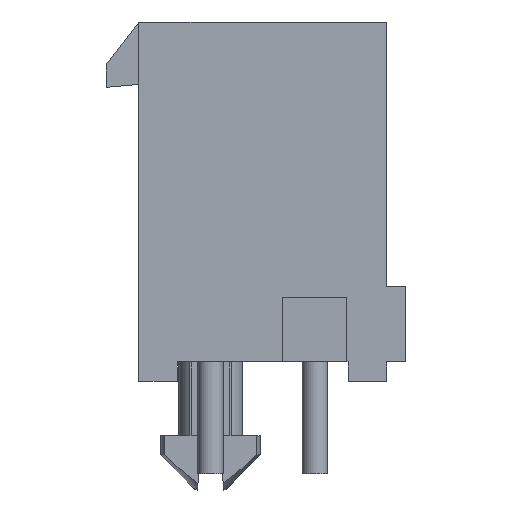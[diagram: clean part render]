
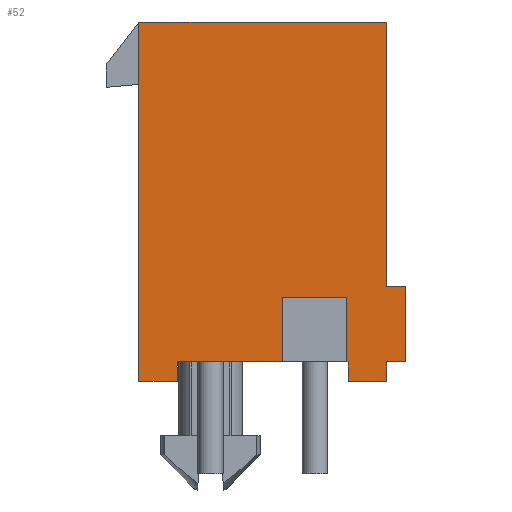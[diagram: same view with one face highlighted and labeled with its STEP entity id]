
A CAD part, left-side view. The second image highlights one B-rep face of the part: STEP entity #52.
In plain terms, the highlighted planar face has unit normal (-1, 0, 0).
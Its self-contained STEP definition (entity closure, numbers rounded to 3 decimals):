
#52=ADVANCED_FACE('',(#274),#275,.F.);
#274=FACE_OUTER_BOUND('',#730,.T.);
#275=PLANE('',#731);
#730=EDGE_LOOP('',(#1218,#1219,#1220,#1221,#1222,#1223,#1224,#1225,#1226,#1227,#1228,#1229,#1230,#1231,#1232,#1233));
#731=AXIS2_PLACEMENT_3D('',#1234,#1235,#1236);
#1218=ORIENTED_EDGE('',*,*,#2957,.F.);
#1219=ORIENTED_EDGE('',*,*,#2958,.T.);
#1220=ORIENTED_EDGE('',*,*,#2959,.F.);
#1221=ORIENTED_EDGE('',*,*,#2960,.T.);
#1222=ORIENTED_EDGE('',*,*,#2961,.T.);
#1223=ORIENTED_EDGE('',*,*,#2962,.T.);
#1224=ORIENTED_EDGE('',*,*,#2963,.T.);
#1225=ORIENTED_EDGE('',*,*,#2964,.T.);
#1226=ORIENTED_EDGE('',*,*,#2965,.F.);
#1227=ORIENTED_EDGE('',*,*,#2966,.F.);
#1228=ORIENTED_EDGE('',*,*,#2967,.F.);
#1229=ORIENTED_EDGE('',*,*,#2968,.F.);
#1230=ORIENTED_EDGE('',*,*,#2969,.F.);
#1231=ORIENTED_EDGE('',*,*,#2970,.F.);
#1232=ORIENTED_EDGE('',*,*,#2971,.F.);
#1233=ORIENTED_EDGE('',*,*,#2972,.F.);
#1234=CARTESIAN_POINT('',(-6.985,0.0,0.0));
#1235=DIRECTION('',(1.0,0.0,0.0));
#1236=DIRECTION('',(0.0,1.0,-0.0));
#2957=EDGE_CURVE('',#3530,#3531,#3532,.T.);
#2958=EDGE_CURVE('',#3530,#3533,#3534,.T.);
#2959=EDGE_CURVE('',#3535,#3533,#3536,.T.);
#2960=EDGE_CURVE('',#3535,#3537,#3538,.T.);
#2961=EDGE_CURVE('',#3537,#3539,#3540,.T.);
#2962=EDGE_CURVE('',#3539,#3541,#3542,.T.);
#2963=EDGE_CURVE('',#3541,#3543,#3544,.T.);
#2964=EDGE_CURVE('',#3543,#3545,#3546,.T.);
#2965=EDGE_CURVE('',#3547,#3545,#3548,.T.);
#2966=EDGE_CURVE('',#3549,#3547,#3550,.T.);
#2967=EDGE_CURVE('',#3551,#3549,#3552,.T.);
#2968=EDGE_CURVE('',#3553,#3551,#3554,.T.);
#2969=EDGE_CURVE('',#3555,#3553,#3556,.T.);
#2970=EDGE_CURVE('',#3557,#3555,#3558,.T.);
#2971=EDGE_CURVE('',#3559,#3557,#3560,.T.);
#2972=EDGE_CURVE('',#3531,#3559,#3561,.T.);
#3530=VERTEX_POINT('',#4501);
#3531=VERTEX_POINT('',#4502);
#3532=LINE('',#4503,#4504);
#3533=VERTEX_POINT('',#4505);
#3534=LINE('',#4506,#4507);
#3535=VERTEX_POINT('',#4508);
#3536=LINE('',#4509,#4510);
#3537=VERTEX_POINT('',#4511);
#3538=LINE('',#4512,#4513);
#3539=VERTEX_POINT('',#4514);
#3540=LINE('',#4515,#4516);
#3541=VERTEX_POINT('',#4517);
#3542=LINE('',#4518,#4519);
#3543=VERTEX_POINT('',#4520);
#3544=LINE('',#4521,#4522);
#3545=VERTEX_POINT('',#4523);
#3546=LINE('',#4524,#4525);
#3547=VERTEX_POINT('',#4526);
#3548=LINE('',#4527,#4528);
#3549=VERTEX_POINT('',#4529);
#3550=LINE('',#4530,#4531);
#3551=VERTEX_POINT('',#4532);
#3552=LINE('',#4533,#4534);
#3553=VERTEX_POINT('',#4535);
#3554=LINE('',#4536,#4537);
#3555=VERTEX_POINT('',#4538);
#3556=LINE('',#4539,#4540);
#3557=VERTEX_POINT('',#4541);
#3558=LINE('',#4542,#4543);
#3559=VERTEX_POINT('',#4544);
#3560=LINE('',#4545,#4546);
#3561=LINE('',#4547,#4548);
#4501=CARTESIAN_POINT('',(-6.985,-3.391,-13.487));
#4502=CARTESIAN_POINT('',(-6.985,-3.34,-13.487));
#4503=CARTESIAN_POINT('',(-6.985,-3.391,-13.487));
#4504=VECTOR('',#5947,0.051);
#4505=CARTESIAN_POINT('',(-6.985,-3.391,-14.249));
#4506=CARTESIAN_POINT('',(-6.985,-3.391,-13.487));
#4507=VECTOR('',#5948,0.762);
#4508=CARTESIAN_POINT('',(-6.985,-4.915,-14.249));
#4509=CARTESIAN_POINT('',(-6.985,-4.915,-14.249));
#4510=VECTOR('',#5949,1.524);
#4511=CARTESIAN_POINT('',(-6.985,-4.915,-13.487));
#4512=CARTESIAN_POINT('',(-6.985,-4.915,-14.249));
#4513=VECTOR('',#5950,0.762);
#4514=CARTESIAN_POINT('',(-6.985,-5.677,-13.487));
#4515=CARTESIAN_POINT('',(-6.985,-4.915,-13.487));
#4516=VECTOR('',#5951,0.762);
#4517=CARTESIAN_POINT('',(-6.985,-5.677,-10.49));
#4518=CARTESIAN_POINT('',(-6.985,-5.677,-13.487));
#4519=VECTOR('',#5952,2.997);
#4520=CARTESIAN_POINT('',(-6.985,-4.915,-10.49));
#4521=CARTESIAN_POINT('',(-6.985,-5.677,-10.49));
#4522=VECTOR('',#5953,0.762);
#4523=CARTESIAN_POINT('',(-6.985,-4.915,0.0));
#4524=CARTESIAN_POINT('',(-6.985,-4.915,-10.49));
#4525=VECTOR('',#5954,10.49);
#4526=CARTESIAN_POINT('',(-6.985,4.915,0.0));
#4527=CARTESIAN_POINT('',(-6.985,4.915,0.0));
#4528=VECTOR('',#5955,9.83);
#4529=CARTESIAN_POINT('',(-6.985,4.915,-14.249));
#4530=CARTESIAN_POINT('',(-6.985,4.915,-14.249));
#4531=VECTOR('',#5956,14.249);
#4532=CARTESIAN_POINT('',(-6.985,3.391,-14.249));
#4533=CARTESIAN_POINT('',(-6.985,3.391,-14.249));
#4534=VECTOR('',#5957,1.524);
#4535=CARTESIAN_POINT('',(-6.985,3.391,-13.487));
#4536=CARTESIAN_POINT('',(-6.985,3.391,-13.487));
#4537=VECTOR('',#5958,0.762);
#4538=CARTESIAN_POINT('',(-6.985,-0.8,-13.487));
#4539=CARTESIAN_POINT('',(-6.985,-0.8,-13.487));
#4540=VECTOR('',#5959,4.191);
#4541=CARTESIAN_POINT('',(-6.985,-0.8,-10.947));
#4542=CARTESIAN_POINT('',(-6.985,-0.8,-10.947));
#4543=VECTOR('',#5960,2.54);
#4544=CARTESIAN_POINT('',(-6.985,-3.34,-10.947));
#4545=CARTESIAN_POINT('',(-6.985,-3.34,-10.947));
#4546=VECTOR('',#5961,2.54);
#4547=CARTESIAN_POINT('',(-6.985,-3.34,-13.487));
#4548=VECTOR('',#5962,2.54);
#5947=DIRECTION('',(0.0,1.0,0.0));
#5948=DIRECTION('',(0.0,0.0,-1.0));
#5949=DIRECTION('',(0.0,1.0,0.0));
#5950=DIRECTION('',(0.0,0.0,1.0));
#5951=DIRECTION('',(0.0,-1.0,0.0));
#5952=DIRECTION('',(0.0,0.0,1.0));
#5953=DIRECTION('',(0.0,1.0,0.0));
#5954=DIRECTION('',(0.0,0.0,1.0));
#5955=DIRECTION('',(0.0,-1.0,0.0));
#5956=DIRECTION('',(0.0,0.0,1.0));
#5957=DIRECTION('',(0.0,1.0,0.0));
#5958=DIRECTION('',(0.0,0.0,-1.0));
#5959=DIRECTION('',(0.0,1.0,0.0));
#5960=DIRECTION('',(0.0,0.0,-1.0));
#5961=DIRECTION('',(0.0,1.0,0.0));
#5962=DIRECTION('',(0.0,0.0,1.0));
